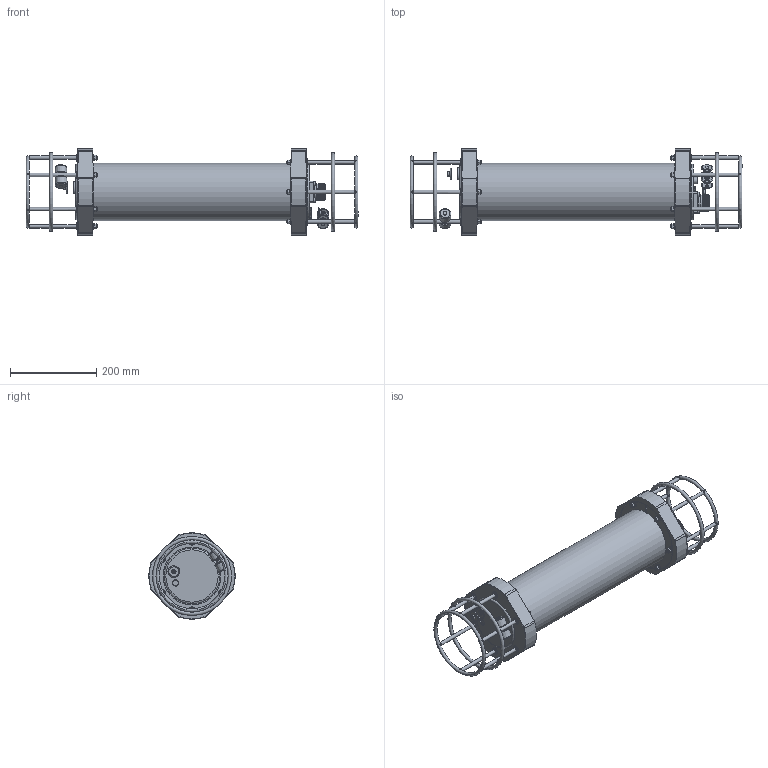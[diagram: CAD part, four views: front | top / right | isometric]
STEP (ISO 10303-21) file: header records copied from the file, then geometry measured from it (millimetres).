
FILE_DESCRIPTION(/* description */ (''),/* implementation_level */ '2;1');
FILE_NAME(/* name */ '8340-000-3161 - 3K MF Omni Remote Assembly.iam_Substitute_1.stp',/* time_stamp */ '2019-05-20T09:35:34+01:00',/* author */ ('jmb'),/* organization */ (''),/* preprocessor_version */ 'ST-DEVELOPER v17.2',/* originating_system */ 'Autodesk Inventor 2019',/* authorisation */ '');
FILE_SCHEMA (('AUTOMOTIVE_DESIGN { 1 0 10303 214 3 1 1 }'));
Products named in the file (1): 8340-000-3161 - 3K MF Omni Remote Assembly.iam_Substitute_1
Bounding box: 768.47 x 200 x 200 mm (x, y, z)
Volume: 8821511.2 mm3; surface area: 589728.3 mm2
Topology: 2 solids, 2 shells, 1023 faces, 2799 edges, 1887 vertices
Faces by surface type: plane 359, cylinder 249, cone 220, torus 155, bspline 28, sphere 12
Full cylindrical faces by diameter (mm): 2.299 x3, 6 x24, 7.92 x12, 8 x12, 8.2 x12, 8.5 x12, 9 x12, 10 x6, 12 x14, 12.75 x1, 13.03 x12, 15.5 x1, 15.875 x12, 17.526 x2, 18.796 x1, 27.318 x1, 30.16 x2, 31.242 x1, 31.369 x1, 35.712 x1, 36.093 x1, 38.1 x7, 69 x1, 101.78 x2, 111.03 x2, 111.18 x2, 123.6 x2, 126 x2, 127 x2, 129 x4
Entity records: 44742 total; most frequent: CARTESIAN_POINT 17724, ORIENTED_EDGE 5538, DIRECTION 5501, EDGE_CURVE 2769, AXIS2_PLACEMENT_3D 2359, VERTEX_POINT 1887, CIRCLE 1355, EDGE_LOOP 1250
